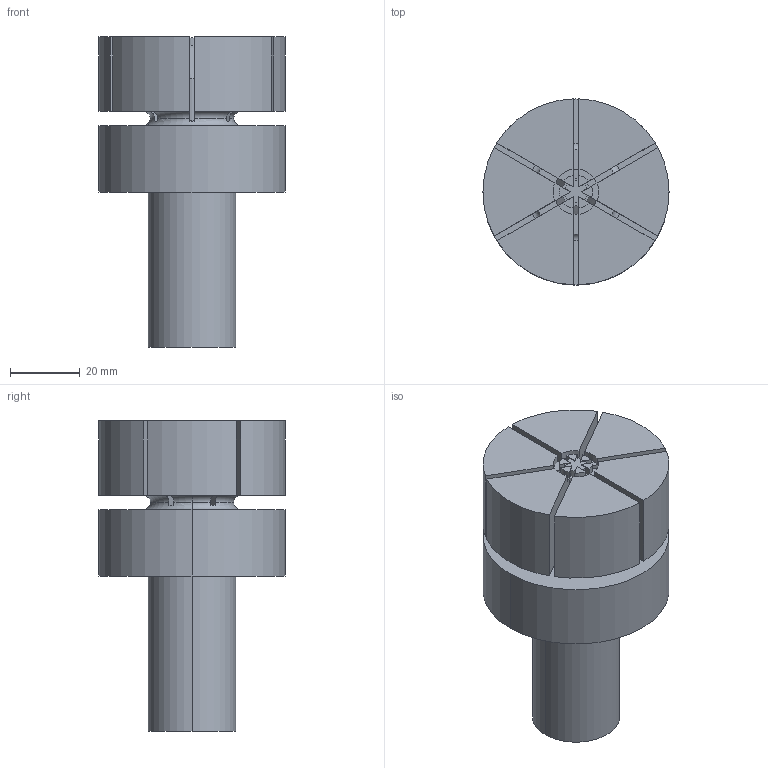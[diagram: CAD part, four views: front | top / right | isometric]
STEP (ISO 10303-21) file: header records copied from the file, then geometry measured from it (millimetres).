
FILE_DESCRIPTION (( 'STEP AP203' ), '1' );
FILE_NAME ('mbsid-l.STEP', '2021-10-26T02:04:43', ( '' ), ( '' ), 'SwSTEP 2.0', 'SolidWorks 2020', '' );
FILE_SCHEMA (( 'CONFIG_CONTROL_DESIGN' ));
Length unit declared in the file: millimetre
Products named in the file (1): mbsid-l
Bounding box: 53.34 x 53.34 x 88.9 mm (x, y, z)
Volume: 103413 mm3; surface area: 27126.7 mm2
Topology: 1 solids, 1 shells, 117 faces, 361 edges, 239 vertices
Faces by surface type: plane 61, cylinder 37, torus 10, cone 9
Entity records: 4391 total; most frequent: CARTESIAN_POINT 1038, ORIENTED_EDGE 722, DIRECTION 684, EDGE_CURVE 361, AXIS2_PLACEMENT_3D 253, VERTEX_POINT 239, VECTOR 178, LINE 178
